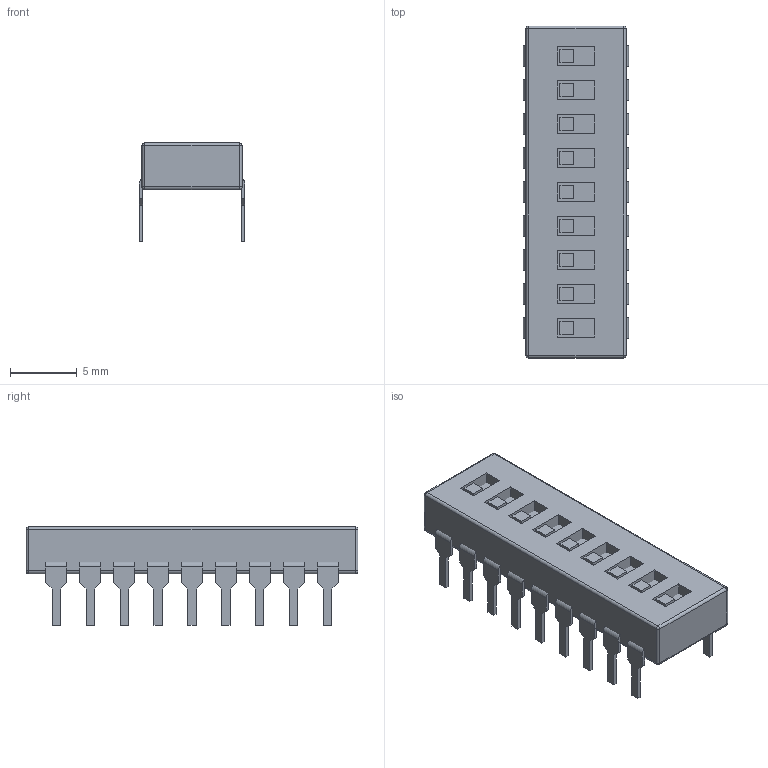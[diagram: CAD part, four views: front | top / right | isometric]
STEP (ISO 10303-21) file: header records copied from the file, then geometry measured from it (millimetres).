
FILE_DESCRIPTION(('Open CASCADE Model'),'2;1');
FILE_NAME('Open CASCADE Shape Model','2025-11-11T16:25:49',('Author'),('Open CASCADE'),'Open CASCADE STEP processor 7.7','Open CASCADE 7.7','Unknown');
FILE_SCHEMA(('AUTOMOTIVE_DESIGN { 1 0 10303 214 1 1 1 1 }'));
Length unit declared in the file: millimetre
Products named in the file (33): CK_SDA09H0B; body; body_part; inner; inner_part; lead-1; lead-1_part; actuator-1; actuator-1_part; lead-2; actuator-2; actuator-2_part; lead-3; actuator-3; actuator-3_part; lead-4; actuator-4; actuator-4_part; lead-5; actuator-5; actuator-5_part; lead-6; actuator-6; actuator-6_part; lead-7; actuator-7; actuator-7_part; lead-8; actuator-8; actuator-8_part; lead-9; actuator-9; actuator-9_part
Assembly tree (40 placements, depth 3):
  CK_SDA09H0B
    body
      body_part
    inner
      inner_part
    lead-1
      lead-1_part
    actuator-1
      actuator-1_part
    lead-2
      lead-1_part
    actuator-2
      actuator-2_part
    lead-3
      lead-1_part
    actuator-3
      actuator-3_part
    lead-4
      lead-1_part
    actuator-4
      actuator-4_part
    lead-5
      lead-1_part
    actuator-5
      actuator-5_part
    lead-6
      lead-1_part
    actuator-6
      actuator-6_part
    lead-7
      lead-1_part
    actuator-7
      actuator-7_part
    lead-8
      lead-1_part
    actuator-8
      actuator-8_part
    lead-9
      lead-1_part
    actuator-9
      actuator-9_part
Bounding box: 7.87 x 24.84 x 7.35 mm (x, y, z)
Volume: 685.5 mm3; surface area: 1344.5 mm2
Topology: 20 solids, 20 shells, 329 faces, 824 edges, 536 vertices
Faces by surface type: plane 273, bspline 36, cylinder 12, sphere 8
Entity records: 2389 total; most frequent: ORIENTED_EDGE 386, CARTESIAN_POINT 308, EDGE_CURVE 240, LINE 198, VERTEX_POINT 152, AXIS2_PLACEMENT_3D 134, FACE_BOUND 114, EDGE_LOOP 114
